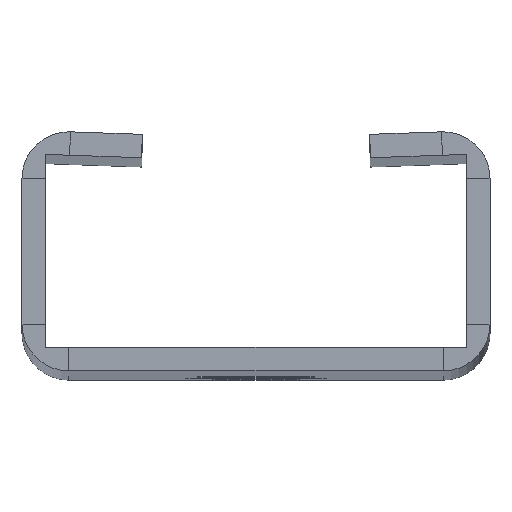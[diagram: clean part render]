
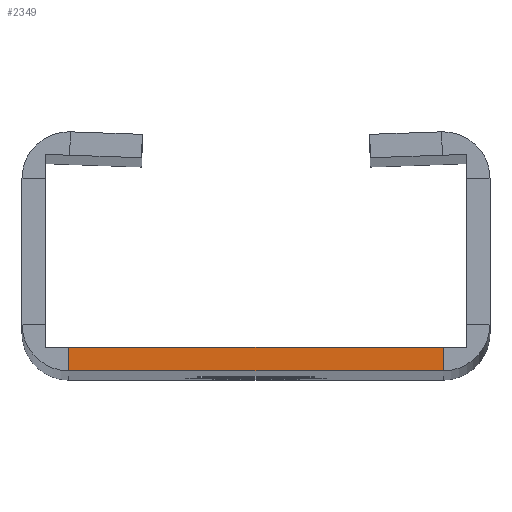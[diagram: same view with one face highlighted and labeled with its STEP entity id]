
A CAD part, top view. The second image highlights one B-rep face of the part: STEP entity #2349.
In plain terms, the highlighted planar face has unit normal (0, 0, 1).
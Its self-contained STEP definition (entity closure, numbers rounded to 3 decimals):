
#11 = EDGE_LOOP ( 'NONE', ( #1638, #401, #1552, #1255 ) ) ;
#18 = VERTEX_POINT ( 'NONE', #2093 ) ;
#211 = DIRECTION ( 'NONE',  ( 0., 1., 0. ) ) ;
#324 = AXIS2_PLACEMENT_3D ( 'NONE', #993, #974, #1230 ) ;
#401 = ORIENTED_EDGE ( 'NONE', *, *, #2467, .T. ) ;
#621 = VECTOR ( 'NONE', #2118, 1000. ) ;
#631 = CARTESIAN_POINT ( 'NONE',  ( 14., 1.75, 400. ) ) ;
#701 = DIRECTION ( 'NONE',  ( -1., 0., 0. ) ) ;
#710 = LINE ( 'NONE', #1976, #2237 ) ;
#834 = CARTESIAN_POINT ( 'NONE',  ( -14., 1.75, 400. ) ) ;
#974 = DIRECTION ( 'NONE',  ( 0., 0., 1. ) ) ;
#993 = CARTESIAN_POINT ( 'NONE',  ( 15.75, 3.5, 400. ) ) ;
#1047 = VECTOR ( 'NONE', #211, 1000. ) ;
#1147 = LINE ( 'NONE', #2379, #2675 ) ;
#1230 = DIRECTION ( 'NONE',  ( 1., 0., 0. ) ) ;
#1255 = ORIENTED_EDGE ( 'NONE', *, *, #1998, .T. ) ;
#1552 = ORIENTED_EDGE ( 'NONE', *, *, #1574, .T. ) ;
#1566 = DIRECTION ( 'NONE',  ( -1., 0., 0. ) ) ;
#1574 = EDGE_CURVE ( 'NONE', #1823, #18, #1147, .T. ) ;
#1638 = ORIENTED_EDGE ( 'NONE', *, *, #1992, .F. ) ;
#1764 = VERTEX_POINT ( 'NONE', #2086 ) ;
#1823 = VERTEX_POINT ( 'NONE', #631 ) ;
#1976 = CARTESIAN_POINT ( 'NONE',  ( -17.5, 0., 400. ) ) ;
#1992 = EDGE_CURVE ( 'NONE', #1764, #2376, #710, .T. ) ;
#1998 = EDGE_CURVE ( 'NONE', #18, #2376, #2385, .T. ) ;
#2053 = PLANE ( 'NONE',  #324 ) ;
#2086 = CARTESIAN_POINT ( 'NONE',  ( 14., 0., 400. ) ) ;
#2093 = CARTESIAN_POINT ( 'NONE',  ( -14., 1.75, 400. ) ) ;
#2118 = DIRECTION ( 'NONE',  ( 0., -1., 0. ) ) ;
#2237 = VECTOR ( 'NONE', #1566, 1000. ) ;
#2345 = CARTESIAN_POINT ( 'NONE',  ( 14., 0., 400. ) ) ;
#2349 = ADVANCED_FACE ( 'NONE', ( #2709 ), #2053, .T. ) ;
#2376 = VERTEX_POINT ( 'NONE', #2477 ) ;
#2379 = CARTESIAN_POINT ( 'NONE',  ( -17.5, 1.75, 400. ) ) ;
#2385 = LINE ( 'NONE', #834, #621 ) ;
#2467 = EDGE_CURVE ( 'NONE', #1764, #1823, #2740, .T. ) ;
#2477 = CARTESIAN_POINT ( 'NONE',  ( -14., 0., 400. ) ) ;
#2675 = VECTOR ( 'NONE', #701, 1000. ) ;
#2709 = FACE_OUTER_BOUND ( 'NONE', #11, .T. ) ;
#2740 = LINE ( 'NONE', #2345, #1047 ) ;
